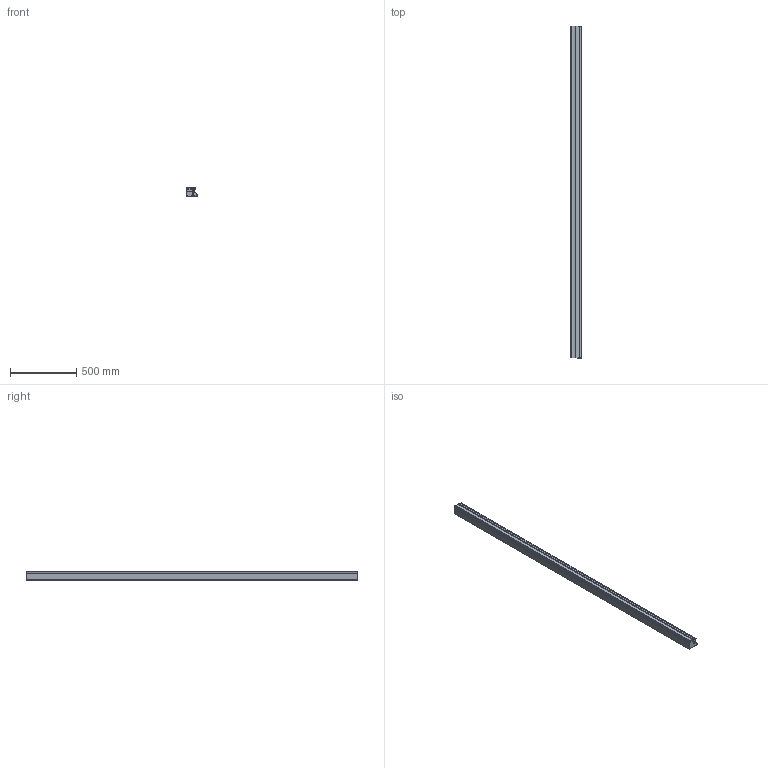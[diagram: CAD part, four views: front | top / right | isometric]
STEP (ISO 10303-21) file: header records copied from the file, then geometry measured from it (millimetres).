
FILE_DESCRIPTION (( 'STEP AP214' ), '1' );
FILE_NAME ('CPREG2N250AS_STPALL.STEP', '2023-11-15T12:46:45', ( '' ), ( '' ), 'SwSTEP 2.0', 'SolidWorks 2020', '' );
FILE_SCHEMA (( 'AUTOMOTIVE_DESIGN' ));
Length unit declared in the file: millimetre
Products named in the file (12): MP0759-60-61-62-63-SCREW COVER_MP0762-2500MM; MP0902-APH END CAP 1_NA; V30035x; CPREG2N250AS_STPALL; MP0737-38-39-40-41 EML HOUSING_MP0740-EMLH 2484T; MP0102-SP END CAP 1_NA; MP0906-POSITIONING CAP; PP0270-PANEL PLUG DIAM 15.9; MP0389-AP ASSEMBLY; MP0817-18-19-20-21-ARMATURE PLATE HOUSING WITHOUT TAPPING 1_MP0820-2500MM FIXATION OBLONG; DIN 7500 M - M3 x 8 - Z --- 8S_ISO 7046-1 - M3 x 8 - Z --- 8S; MP0903-APH END CAP 2_NA
Assembly tree (27 placements, depth 2):
  CPREG2N250AS_STPALL
    MP0737-38-39-40-41 EML HOUSING_MP0740-EMLH 2484T
    V30035x  x2
    PP0270-PANEL PLUG DIAM 15.9  x6
    MP0102-SP END CAP 1_NA  x2
    MP0906-POSITIONING CAP  x2
    DIN 7500 M - M3 x 8 - Z --- 8S_ISO 7046-1 - M3 x 8 - Z --- 8S  x8
    MP0817-18-19-20-21-ARMATURE PLATE HOUSING WITHOUT TAPPING 1_MP0820-2500MM FIXATION OBLONG
    MP0759-60-61-62-63-SCREW COVER_MP0762-2500MM
    MP0903-APH END CAP 2_NA
    MP0902-APH END CAP 1_NA
    MP0389-AP ASSEMBLY  x2
Bounding box: 90.4 x 2506 x 70.35 mm (x, y, z)
Volume: 3585195 mm3; surface area: 2675996.5 mm2
Topology: 31 solids, 31 shells, 2199 faces, 6023 edges, 3844 vertices
Faces by surface type: cylinder 800, plane 785, cone 564, torus 32, bspline 18
Entity records: 34958 total; most frequent: CARTESIAN_POINT 7283, ORIENTED_EDGE 5664, DIRECTION 5481, EDGE_CURVE 2832, AXIS2_PLACEMENT_3D 2008, VERTEX_POINT 1857, VECTOR 1465, LINE 1465
